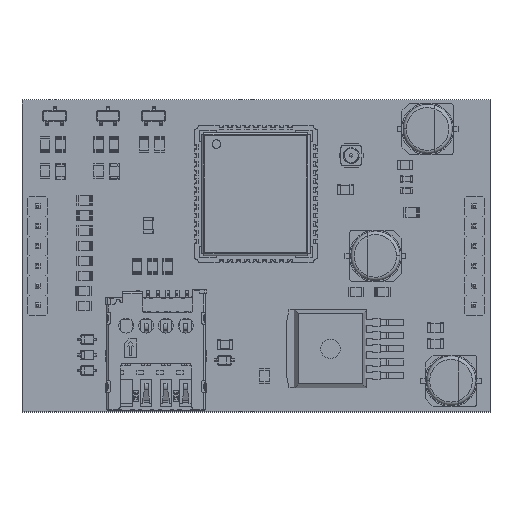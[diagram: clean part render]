
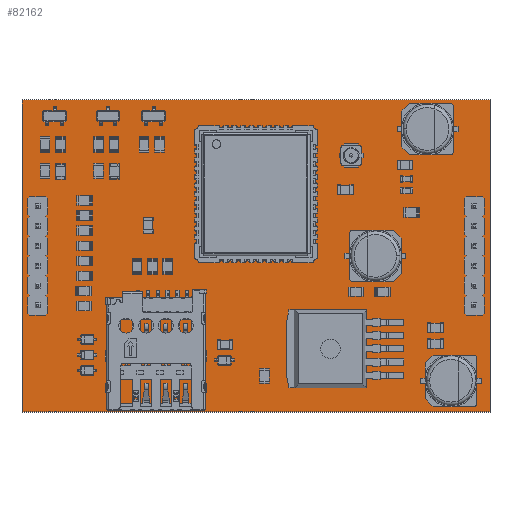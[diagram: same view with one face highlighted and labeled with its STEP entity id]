
A CAD part, top view. The second image highlights one B-rep face of the part: STEP entity #82162.
In plain terms, the highlighted planar face has unit normal (0, 0, 1).
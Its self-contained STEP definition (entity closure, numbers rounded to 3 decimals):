
#81902 = VERTEX_POINT('',#81903);
#81903 = CARTESIAN_POINT('',(60.,-40.,1.6));
#81909 = EDGE_CURVE('',#81902,#81910,#81912,.T.);
#81910 = VERTEX_POINT('',#81911);
#81911 = CARTESIAN_POINT('',(10.,-40.,1.6));
#81912 = LINE('',#81913,#81914);
#81913 = CARTESIAN_POINT('',(60.,-40.,1.6));
#81914 = VECTOR('',#81915,1.);
#81915 = DIRECTION('',(-1.,0.,0.));
#81942 = VERTEX_POINT('',#81943);
#81943 = CARTESIAN_POINT('',(60.,0.,1.6));
#81949 = EDGE_CURVE('',#81942,#81902,#81950,.T.);
#81950 = LINE('',#81951,#81952);
#81951 = CARTESIAN_POINT('',(60.,0.,1.6));
#81952 = VECTOR('',#81953,1.);
#81953 = DIRECTION('',(0.,-1.,0.));
#81971 = EDGE_CURVE('',#81910,#81972,#81974,.T.);
#81972 = VERTEX_POINT('',#81973);
#81973 = CARTESIAN_POINT('',(0.,-40.,1.6));
#81974 = LINE('',#81975,#81976);
#81975 = CARTESIAN_POINT('',(10.,-40.,1.6));
#81976 = VECTOR('',#81977,1.);
#81977 = DIRECTION('',(-1.,0.,0.));
#82162 = ADVANCED_FACE('',(#82163,#82190,#82201,#82212,#82223,#82234,
    #82245,#82256,#82267,#82278,#82289,#82300,#82311),#82322,.T.);
#82163 = FACE_BOUND('',#82164,.T.);
#82164 = EDGE_LOOP('',(#82165,#82166,#82167,#82175,#82183,#82189));
#82165 = ORIENTED_EDGE('',*,*,#81909,.F.);
#82166 = ORIENTED_EDGE('',*,*,#81949,.F.);
#82167 = ORIENTED_EDGE('',*,*,#82168,.F.);
#82168 = EDGE_CURVE('',#82169,#81942,#82171,.T.);
#82169 = VERTEX_POINT('',#82170);
#82170 = CARTESIAN_POINT('',(10.,0.,1.6));
#82171 = LINE('',#82172,#82173);
#82172 = CARTESIAN_POINT('',(10.,0.,1.6));
#82173 = VECTOR('',#82174,1.);
#82174 = DIRECTION('',(1.,0.,0.));
#82175 = ORIENTED_EDGE('',*,*,#82176,.F.);
#82176 = EDGE_CURVE('',#82177,#82169,#82179,.T.);
#82177 = VERTEX_POINT('',#82178);
#82178 = CARTESIAN_POINT('',(0.,0.,1.6));
#82179 = LINE('',#82180,#82181);
#82180 = CARTESIAN_POINT('',(0.,0.,1.6));
#82181 = VECTOR('',#82182,1.);
#82182 = DIRECTION('',(1.,0.,0.));
#82183 = ORIENTED_EDGE('',*,*,#82184,.F.);
#82184 = EDGE_CURVE('',#81972,#82177,#82185,.T.);
#82185 = LINE('',#82186,#82187);
#82186 = CARTESIAN_POINT('',(0.,-40.,1.6));
#82187 = VECTOR('',#82188,1.);
#82188 = DIRECTION('',(0.,1.,0.));
#82189 = ORIENTED_EDGE('',*,*,#81971,.F.);
#82190 = FACE_BOUND('',#82191,.T.);
#82191 = EDGE_LOOP('',(#82192));
#82192 = ORIENTED_EDGE('',*,*,#82193,.T.);
#82193 = EDGE_CURVE('',#82194,#82194,#82196,.T.);
#82194 = VERTEX_POINT('',#82195);
#82195 = CARTESIAN_POINT('',(2.,-26.85,1.6));
#82196 = CIRCLE('',#82197,0.5);
#82197 = AXIS2_PLACEMENT_3D('',#82198,#82199,#82200);
#82198 = CARTESIAN_POINT('',(2.,-26.35,1.6));
#82199 = DIRECTION('',(-0.,0.,-1.));
#82200 = DIRECTION('',(-0.,-1.,0.));
#82201 = FACE_BOUND('',#82202,.T.);
#82202 = EDGE_LOOP('',(#82203));
#82203 = ORIENTED_EDGE('',*,*,#82204,.T.);
#82204 = EDGE_CURVE('',#82205,#82205,#82207,.T.);
#82205 = VERTEX_POINT('',#82206);
#82206 = CARTESIAN_POINT('',(2.,-24.31,1.6));
#82207 = CIRCLE('',#82208,0.5);
#82208 = AXIS2_PLACEMENT_3D('',#82209,#82210,#82211);
#82209 = CARTESIAN_POINT('',(2.,-23.81,1.6));
#82210 = DIRECTION('',(-0.,0.,-1.));
#82211 = DIRECTION('',(-0.,-1.,0.));
#82212 = FACE_BOUND('',#82213,.T.);
#82213 = EDGE_LOOP('',(#82214));
#82214 = ORIENTED_EDGE('',*,*,#82215,.T.);
#82215 = EDGE_CURVE('',#82216,#82216,#82218,.T.);
#82216 = VERTEX_POINT('',#82217);
#82217 = CARTESIAN_POINT('',(2.,-21.77,1.6));
#82218 = CIRCLE('',#82219,0.5);
#82219 = AXIS2_PLACEMENT_3D('',#82220,#82221,#82222);
#82220 = CARTESIAN_POINT('',(2.,-21.27,1.6));
#82221 = DIRECTION('',(-0.,0.,-1.));
#82222 = DIRECTION('',(-0.,-1.,0.));
#82223 = FACE_BOUND('',#82224,.T.);
#82224 = EDGE_LOOP('',(#82225));
#82225 = ORIENTED_EDGE('',*,*,#82226,.T.);
#82226 = EDGE_CURVE('',#82227,#82227,#82229,.T.);
#82227 = VERTEX_POINT('',#82228);
#82228 = CARTESIAN_POINT('',(58.,-26.85,1.6));
#82229 = CIRCLE('',#82230,0.5);
#82230 = AXIS2_PLACEMENT_3D('',#82231,#82232,#82233);
#82231 = CARTESIAN_POINT('',(58.,-26.35,1.6));
#82232 = DIRECTION('',(-0.,0.,-1.));
#82233 = DIRECTION('',(-0.,-1.,0.));
#82234 = FACE_BOUND('',#82235,.T.);
#82235 = EDGE_LOOP('',(#82236));
#82236 = ORIENTED_EDGE('',*,*,#82237,.T.);
#82237 = EDGE_CURVE('',#82238,#82238,#82240,.T.);
#82238 = VERTEX_POINT('',#82239);
#82239 = CARTESIAN_POINT('',(58.,-24.31,1.6));
#82240 = CIRCLE('',#82241,0.5);
#82241 = AXIS2_PLACEMENT_3D('',#82242,#82243,#82244);
#82242 = CARTESIAN_POINT('',(58.,-23.81,1.6));
#82243 = DIRECTION('',(-0.,0.,-1.));
#82244 = DIRECTION('',(-0.,-1.,0.));
#82245 = FACE_BOUND('',#82246,.T.);
#82246 = EDGE_LOOP('',(#82247));
#82247 = ORIENTED_EDGE('',*,*,#82248,.T.);
#82248 = EDGE_CURVE('',#82249,#82249,#82251,.T.);
#82249 = VERTEX_POINT('',#82250);
#82250 = CARTESIAN_POINT('',(58.,-21.77,1.6));
#82251 = CIRCLE('',#82252,0.5);
#82252 = AXIS2_PLACEMENT_3D('',#82253,#82254,#82255);
#82253 = CARTESIAN_POINT('',(58.,-21.27,1.6));
#82254 = DIRECTION('',(-0.,0.,-1.));
#82255 = DIRECTION('',(-0.,-1.,0.));
#82256 = FACE_BOUND('',#82257,.T.);
#82257 = EDGE_LOOP('',(#82258));
#82258 = ORIENTED_EDGE('',*,*,#82259,.T.);
#82259 = EDGE_CURVE('',#82260,#82260,#82262,.T.);
#82260 = VERTEX_POINT('',#82261);
#82261 = CARTESIAN_POINT('',(2.,-19.23,1.6));
#82262 = CIRCLE('',#82263,0.5);
#82263 = AXIS2_PLACEMENT_3D('',#82264,#82265,#82266);
#82264 = CARTESIAN_POINT('',(2.,-18.73,1.6));
#82265 = DIRECTION('',(-0.,0.,-1.));
#82266 = DIRECTION('',(-0.,-1.,0.));
#82267 = FACE_BOUND('',#82268,.T.);
#82268 = EDGE_LOOP('',(#82269));
#82269 = ORIENTED_EDGE('',*,*,#82270,.T.);
#82270 = EDGE_CURVE('',#82271,#82271,#82273,.T.);
#82271 = VERTEX_POINT('',#82272);
#82272 = CARTESIAN_POINT('',(2.,-16.69,1.6));
#82273 = CIRCLE('',#82274,0.5);
#82274 = AXIS2_PLACEMENT_3D('',#82275,#82276,#82277);
#82275 = CARTESIAN_POINT('',(2.,-16.19,1.6));
#82276 = DIRECTION('',(-0.,0.,-1.));
#82277 = DIRECTION('',(-0.,-1.,0.));
#82278 = FACE_BOUND('',#82279,.T.);
#82279 = EDGE_LOOP('',(#82280));
#82280 = ORIENTED_EDGE('',*,*,#82281,.T.);
#82281 = EDGE_CURVE('',#82282,#82282,#82284,.T.);
#82282 = VERTEX_POINT('',#82283);
#82283 = CARTESIAN_POINT('',(2.,-14.15,1.6));
#82284 = CIRCLE('',#82285,0.5);
#82285 = AXIS2_PLACEMENT_3D('',#82286,#82287,#82288);
#82286 = CARTESIAN_POINT('',(2.,-13.65,1.6));
#82287 = DIRECTION('',(-0.,0.,-1.));
#82288 = DIRECTION('',(-0.,-1.,0.));
#82289 = FACE_BOUND('',#82290,.T.);
#82290 = EDGE_LOOP('',(#82291));
#82291 = ORIENTED_EDGE('',*,*,#82292,.T.);
#82292 = EDGE_CURVE('',#82293,#82293,#82295,.T.);
#82293 = VERTEX_POINT('',#82294);
#82294 = CARTESIAN_POINT('',(58.,-19.23,1.6));
#82295 = CIRCLE('',#82296,0.5);
#82296 = AXIS2_PLACEMENT_3D('',#82297,#82298,#82299);
#82297 = CARTESIAN_POINT('',(58.,-18.73,1.6));
#82298 = DIRECTION('',(-0.,0.,-1.));
#82299 = DIRECTION('',(-0.,-1.,0.));
#82300 = FACE_BOUND('',#82301,.T.);
#82301 = EDGE_LOOP('',(#82302));
#82302 = ORIENTED_EDGE('',*,*,#82303,.T.);
#82303 = EDGE_CURVE('',#82304,#82304,#82306,.T.);
#82304 = VERTEX_POINT('',#82305);
#82305 = CARTESIAN_POINT('',(58.,-16.69,1.6));
#82306 = CIRCLE('',#82307,0.5);
#82307 = AXIS2_PLACEMENT_3D('',#82308,#82309,#82310);
#82308 = CARTESIAN_POINT('',(58.,-16.19,1.6));
#82309 = DIRECTION('',(-0.,0.,-1.));
#82310 = DIRECTION('',(-0.,-1.,0.));
#82311 = FACE_BOUND('',#82312,.T.);
#82312 = EDGE_LOOP('',(#82313));
#82313 = ORIENTED_EDGE('',*,*,#82314,.T.);
#82314 = EDGE_CURVE('',#82315,#82315,#82317,.T.);
#82315 = VERTEX_POINT('',#82316);
#82316 = CARTESIAN_POINT('',(58.,-14.15,1.6));
#82317 = CIRCLE('',#82318,0.5);
#82318 = AXIS2_PLACEMENT_3D('',#82319,#82320,#82321);
#82319 = CARTESIAN_POINT('',(58.,-13.65,1.6));
#82320 = DIRECTION('',(-0.,0.,-1.));
#82321 = DIRECTION('',(-0.,-1.,0.));
#82322 = PLANE('',#82323);
#82323 = AXIS2_PLACEMENT_3D('',#82324,#82325,#82326);
#82324 = CARTESIAN_POINT('',(0.,0.,1.6));
#82325 = DIRECTION('',(0.,0.,1.));
#82326 = DIRECTION('',(1.,0.,-0.));
